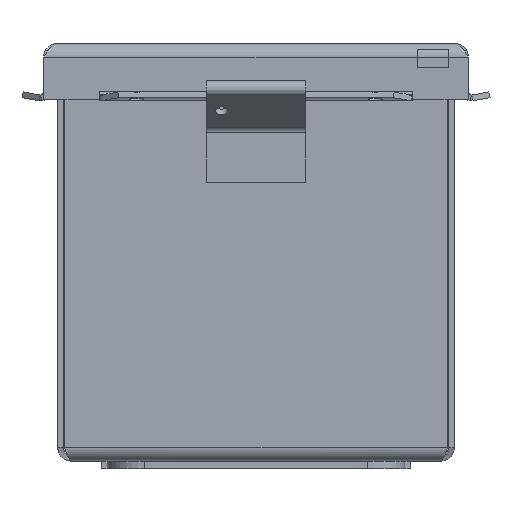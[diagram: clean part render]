
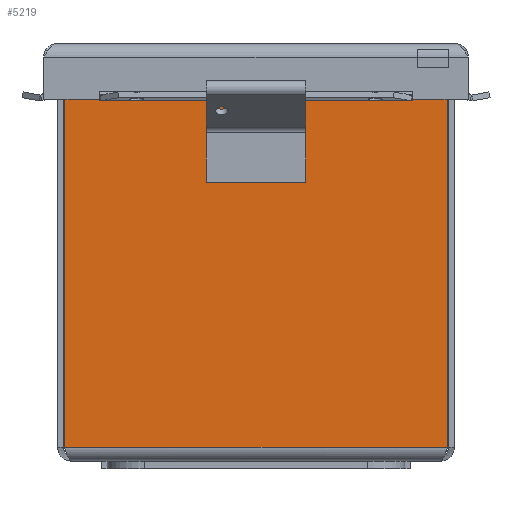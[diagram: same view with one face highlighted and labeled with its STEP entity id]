
A CAD part, front view. The second image highlights one B-rep face of the part: STEP entity #5219.
In plain terms, the highlighted planar face has unit normal (0, -1, 0).
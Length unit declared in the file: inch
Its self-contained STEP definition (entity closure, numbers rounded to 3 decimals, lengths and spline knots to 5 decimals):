
#550=PLANE('',#5794);
#817=LINE('',#7935,#1335);
#880=LINE('',#8336,#1398);
#881=LINE('',#8338,#1399);
#882=LINE('',#8339,#1400);
#1335=VECTOR('',#6528,0.3937);
#1398=VECTOR('',#6647,0.3937);
#1399=VECTOR('',#6648,0.3937);
#1400=VECTOR('',#6649,0.3937);
#1896=FACE_OUTER_BOUND('',#2219,.T.);
#2219=EDGE_LOOP('',(#4285,#4286,#4287,#4288));
#2677=VERTEX_POINT('',#7926);
#2678=VERTEX_POINT('',#7934);
#2723=VERTEX_POINT('',#8335);
#2724=VERTEX_POINT('',#8337);
#3191=EDGE_CURVE('',#2678,#2677,#817,.T.);
#3269=EDGE_CURVE('',#2723,#2677,#880,.T.);
#3270=EDGE_CURVE('',#2723,#2724,#881,.T.);
#3271=EDGE_CURVE('',#2678,#2724,#882,.T.);
#4285=ORIENTED_EDGE('',*,*,#3191,.T.);
#4286=ORIENTED_EDGE('',*,*,#3269,.F.);
#4287=ORIENTED_EDGE('',*,*,#3270,.T.);
#4288=ORIENTED_EDGE('',*,*,#3271,.F.);
#5219=ADVANCED_FACE('',(#1896),#550,.F.);
#5794=AXIS2_PLACEMENT_3D('',#8334,#6645,#6646);
#6528=DIRECTION('',(-1.,0.,0.));
#6645=DIRECTION('center_axis',(0.,1.,0.));
#6646=DIRECTION('ref_axis',(1.,0.,0.));
#6647=DIRECTION('',(0.,0.,1.));
#6648=DIRECTION('',(1.,0.,0.));
#6649=DIRECTION('',(0.,0.,-1.));
#7926=CARTESIAN_POINT('',(-1.92995,-3.,3.86092));
#7934=CARTESIAN_POINT('',(1.92995,-3.,3.86092));
#7935=CARTESIAN_POINT('',(0.96498,-3.,3.86092));
#8334=CARTESIAN_POINT('Origin',(0.,-3.,2.00703));
#8335=CARTESIAN_POINT('',(-1.92995,-3.,0.13908));
#8336=CARTESIAN_POINT('',(-1.92995,-3.,0.13908));
#8337=CARTESIAN_POINT('',(1.92995,-3.,0.13908));
#8338=CARTESIAN_POINT('',(0.,-3.,0.13908));
#8339=CARTESIAN_POINT('',(1.92995,-3.,0.13908));
